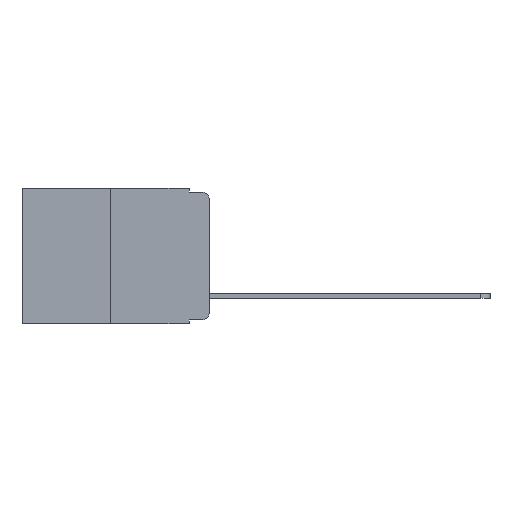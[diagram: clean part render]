
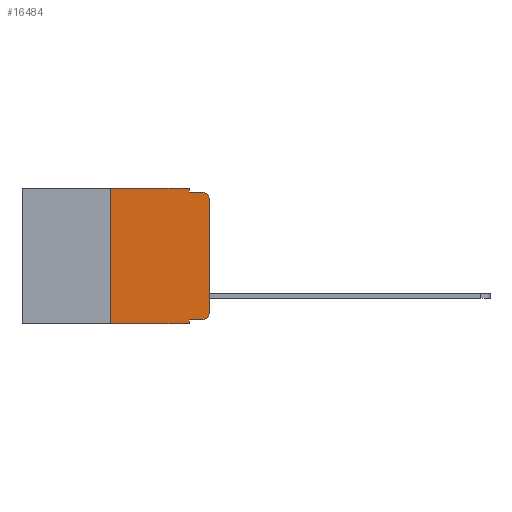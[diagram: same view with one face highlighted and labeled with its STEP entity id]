
A CAD part, left-side view. The second image highlights one B-rep face of the part: STEP entity #16484.
In plain terms, the highlighted planar face has unit normal (-1, 0, 0).
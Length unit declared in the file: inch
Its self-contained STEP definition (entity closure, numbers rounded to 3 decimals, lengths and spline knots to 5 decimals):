
#364 = VERTEX_POINT ( 'NONE', #6825 ) ;
#469 = EDGE_CURVE ( 'NONE', #364, #4372, #8845, .T. ) ;
#650 = ORIENTED_EDGE ( 'NONE', *, *, #469, .F. ) ;
#651 = VECTOR ( 'NONE', #5135, 39.37008 ) ;
#1018 = VERTEX_POINT ( 'NONE', #7088 ) ;
#1147 = CARTESIAN_POINT ( 'NONE',  ( 0., 0.25, 0. ) ) ;
#1155 = CARTESIAN_POINT ( 'NONE',  ( 0., 0.051, 0. ) ) ;
#1175 = FACE_OUTER_BOUND ( 'NONE', #13134, .T. ) ;
#1684 = DIRECTION ( 'NONE',  ( -1., 0., 0. ) ) ;
#1912 = AXIS2_PLACEMENT_3D ( 'NONE', #11453, #2539, #13998 ) ;
#2031 = VECTOR ( 'NONE', #16844, 39.37008 ) ;
#2072 = ORIENTED_EDGE ( 'NONE', *, *, #17717, .F. ) ;
#2342 = DIRECTION ( 'NONE',  ( 0., -1., 0. ) ) ;
#2539 = DIRECTION ( 'NONE',  ( -1., 0., 0. ) ) ;
#2752 = EDGE_CURVE ( 'NONE', #17339, #4836, #17448, .T. ) ;
#3048 = VECTOR ( 'NONE', #2342, 39.37008 ) ;
#3166 = CARTESIAN_POINT ( 'NONE',  ( 0., 0.473, 0. ) ) ;
#4019 = ORIENTED_EDGE ( 'NONE', *, *, #18640, .F. ) ;
#4372 = VERTEX_POINT ( 'NONE', #9704 ) ;
#4701 = LINE ( 'NONE', #10980, #651 ) ;
#4836 = VERTEX_POINT ( 'NONE', #14976 ) ;
#4881 = VECTOR ( 'NONE', #10461, 39.37008 ) ;
#4910 = DIRECTION ( 'NONE',  ( 0., 0., 1. ) ) ;
#4992 = EDGE_CURVE ( 'NONE', #4372, #7194, #5034, .T. ) ;
#5034 = LINE ( 'NONE', #15290, #16138 ) ;
#5068 = ORIENTED_EDGE ( 'NONE', *, *, #4992, .F. ) ;
#5135 = DIRECTION ( 'NONE',  ( 0., 0., -1. ) ) ;
#5190 = VECTOR ( 'NONE', #18483, 39.37008 ) ;
#5781 = CARTESIAN_POINT ( 'NONE',  ( 0., 0.02, -0.333 ) ) ;
#5955 = EDGE_CURVE ( 'NONE', #16269, #16569, #7112, .T. ) ;
#6199 = CARTESIAN_POINT ( 'NONE',  ( 0., 0.051, -0.343 ) ) ;
#6631 = LINE ( 'NONE', #11257, #3048 ) ;
#6824 = CARTESIAN_POINT ( 'NONE',  ( 0., 0.051, 0. ) ) ;
#6825 = CARTESIAN_POINT ( 'NONE',  ( 0., 0.25, -0.343 ) ) ;
#6853 = EDGE_CURVE ( 'NONE', #16569, #17339, #7083, .T. ) ;
#6862 = DIRECTION ( 'NONE',  ( 0., 0., 1. ) ) ;
#6921 = VERTEX_POINT ( 'NONE', #9931 ) ;
#6964 = EDGE_CURVE ( 'NONE', #6921, #16269, #16273, .T. ) ;
#7083 = LINE ( 'NONE', #14036, #10936 ) ;
#7088 = CARTESIAN_POINT ( 'NONE',  ( 0., 0.051, -0.01 ) ) ;
#7112 = CIRCLE ( 'NONE', #15261, 0.02 ) ;
#7117 = ORIENTED_EDGE ( 'NONE', *, *, #6964, .T. ) ;
#7194 = VERTEX_POINT ( 'NONE', #1155 ) ;
#7363 = ORIENTED_EDGE ( 'NONE', *, *, #2752, .T. ) ;
#7987 = CARTESIAN_POINT ( 'NONE',  ( 0., 0., -0.313 ) ) ;
#8593 = CARTESIAN_POINT ( 'NONE',  ( 0., 0.051, -0.333 ) ) ;
#8739 = CARTESIAN_POINT ( 'NONE',  ( 0., 0., -0.03 ) ) ;
#8845 = LINE ( 'NONE', #1147, #15993 ) ;
#8870 = LINE ( 'NONE', #13267, #4881 ) ;
#8938 = EDGE_CURVE ( 'NONE', #6921, #9846, #13339, .T. ) ;
#9349 = ORIENTED_EDGE ( 'NONE', *, *, #17189, .T. ) ;
#9704 = CARTESIAN_POINT ( 'NONE',  ( 0., 0.25, 0. ) ) ;
#9846 = VERTEX_POINT ( 'NONE', #6199 ) ;
#9931 = CARTESIAN_POINT ( 'NONE',  ( 0., 0.051, -0.333 ) ) ;
#10461 = DIRECTION ( 'NONE',  ( 0., -1., 0. ) ) ;
#10649 = CARTESIAN_POINT ( 'NONE',  ( 0., 0.02, -0.313 ) ) ;
#10936 = VECTOR ( 'NONE', #6862, 39.37008 ) ;
#10980 = CARTESIAN_POINT ( 'NONE',  ( 0., 0.051, 0. ) ) ;
#11257 = CARTESIAN_POINT ( 'NONE',  ( 0., 0.473, -0.343 ) ) ;
#11453 = CARTESIAN_POINT ( 'NONE',  ( 0., 0.02, -0.03 ) ) ;
#11899 = AXIS2_PLACEMENT_3D ( 'NONE', #3166, #17682, #16365 ) ;
#12083 = DIRECTION ( 'NONE',  ( 0., 0., -1. ) ) ;
#12424 = DIRECTION ( 'NONE',  ( 0., -1., 0. ) ) ;
#13134 = EDGE_LOOP ( 'NONE', ( #17342, #7363, #4019, #2072, #5068, #650, #9349, #17921, #7117, #17195 ) ) ;
#13267 = CARTESIAN_POINT ( 'NONE',  ( 0., 0.051, -0.01 ) ) ;
#13339 = LINE ( 'NONE', #6824, #2031 ) ;
#13501 = PLANE ( 'NONE',  #11899 ) ;
#13998 = DIRECTION ( 'NONE',  ( 0., 0., -1. ) ) ;
#14036 = CARTESIAN_POINT ( 'NONE',  ( 0., 0., 0. ) ) ;
#14976 = CARTESIAN_POINT ( 'NONE',  ( 0., 0.02, -0.01 ) ) ;
#15261 = AXIS2_PLACEMENT_3D ( 'NONE', #10649, #1684, #12083 ) ;
#15290 = CARTESIAN_POINT ( 'NONE',  ( 0., 0.473, 0. ) ) ;
#15993 = VECTOR ( 'NONE', #4910, 39.37008 ) ;
#16138 = VECTOR ( 'NONE', #12424, 39.37008 ) ;
#16269 = VERTEX_POINT ( 'NONE', #5781 ) ;
#16273 = LINE ( 'NONE', #8593, #5190 ) ;
#16365 = DIRECTION ( 'NONE',  ( 0., 0., -1. ) ) ;
#16484 = ADVANCED_FACE ( 'NONE', ( #1175 ), #13501, .F. ) ;
#16569 = VERTEX_POINT ( 'NONE', #7987 ) ;
#16844 = DIRECTION ( 'NONE',  ( 0., 0., -1. ) ) ;
#17189 = EDGE_CURVE ( 'NONE', #364, #9846, #6631, .T. ) ;
#17195 = ORIENTED_EDGE ( 'NONE', *, *, #5955, .T. ) ;
#17339 = VERTEX_POINT ( 'NONE', #8739 ) ;
#17342 = ORIENTED_EDGE ( 'NONE', *, *, #6853, .T. ) ;
#17448 = CIRCLE ( 'NONE', #1912, 0.02 ) ;
#17682 = DIRECTION ( 'NONE',  ( 1., 0., 0. ) ) ;
#17717 = EDGE_CURVE ( 'NONE', #7194, #1018, #4701, .T. ) ;
#17921 = ORIENTED_EDGE ( 'NONE', *, *, #8938, .F. ) ;
#18483 = DIRECTION ( 'NONE',  ( 0., -1., 0. ) ) ;
#18640 = EDGE_CURVE ( 'NONE', #1018, #4836, #8870, .T. ) ;
